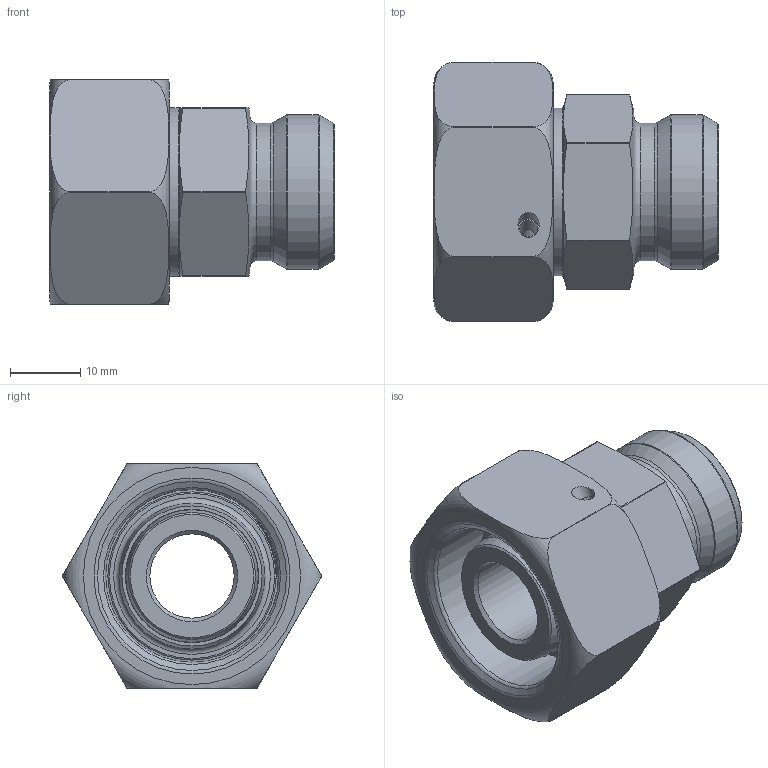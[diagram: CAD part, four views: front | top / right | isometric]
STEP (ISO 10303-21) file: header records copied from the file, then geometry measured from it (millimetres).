
FILE_DESCRIPTION(/* description */ (''),/* implementation_level */ '2;1');
FILE_NAME(/* name */ 'GDA1815.stp',/* time_stamp */ '2025-01-17T07:18:52+01:00',/* author */ (''),/* organization */ (''),/* preprocessor_version */ 'ST-DEVELOPER v16',/* originating_system */ 'SIEMENS PLM Software NX 10.0',/* authorisation */ '');
FILE_SCHEMA (('CONFIG_CONTROL_DESIGN'));
Length unit declared in the file: millimetre
Products named in the file (5): X-MT18; X-ST18; X-OR-18; X-GDA1815_MODEL; GDA1815
Assembly tree (4 placements, depth 3):
  GDA1815
    X-GDA1815_MODEL
      X-MT18
    X-OR-18
    X-ST18
Bounding box: 40.5 x 36.93 x 32 mm (x, y, z)
Volume: 17101.1 mm3; surface area: 9939.1 mm2
Topology: 4 solids, 4 shells, 299 faces, 798 edges, 522 vertices
Faces by surface type: plane 219, torus 25, cylinder 22, cone 18, bspline 8, extrusion 6, revolution 1
Full cylindrical faces by diameter (mm): 2.65 x1, 3.045 x1, 12 x1, 15.2 x1, 19.6 x1, 22 x1, 23.955 x2, 24.155 x1, 24.6 x1
Entity records: 10446 total; most frequent: CARTESIAN_POINT 3524, ORIENTED_EDGE 1474, DIRECTION 999, EDGE_CURVE 737, VERTEX_POINT 505, B_SPLINE_CURVE_WITH_KNOTS 425, AXIS2_PLACEMENT_3D 384, EDGE_LOOP 363
